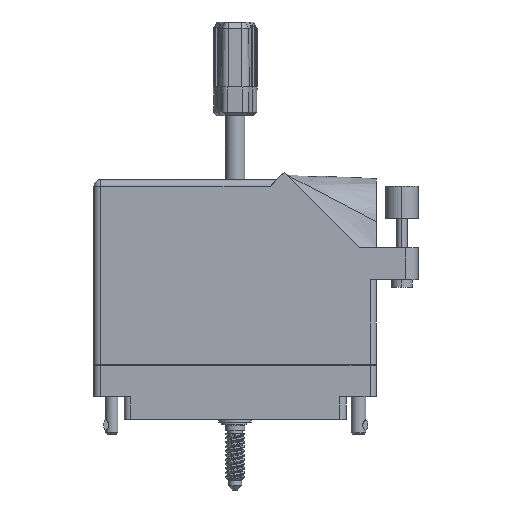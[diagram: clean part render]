
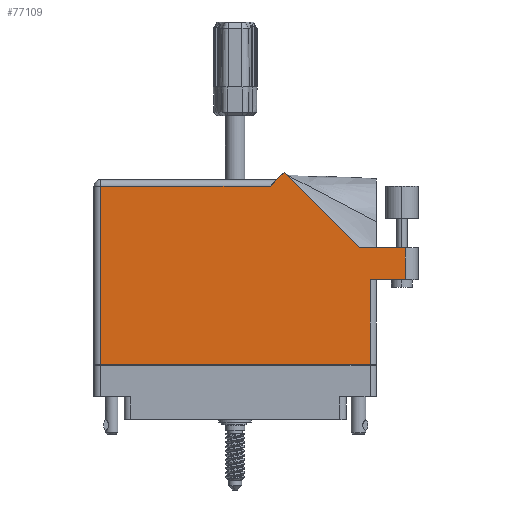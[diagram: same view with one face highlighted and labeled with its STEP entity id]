
A CAD part, front view. The second image highlights one B-rep face of the part: STEP entity #77109.
In plain terms, the highlighted face is planar.
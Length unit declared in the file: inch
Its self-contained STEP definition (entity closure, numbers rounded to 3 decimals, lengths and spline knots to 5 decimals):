
#5550 = VERTEX_POINT ( 'NONE', #27183 ) ;
#6093 = VECTOR ( 'NONE', #22115, 39.37008 ) ;
#6320 = ORIENTED_EDGE ( 'NONE', *, *, #77255, .T. ) ;
#7398 = DIRECTION ( 'NONE',  ( -1., 0., 0. ) ) ;
#8553 = VERTEX_POINT ( 'NONE', #57545 ) ;
#11651 = ORIENTED_EDGE ( 'NONE', *, *, #46769, .T. ) ;
#13297 = LINE ( 'NONE', #42959, #83850 ) ;
#15109 = CARTESIAN_POINT ( 'NONE',  ( -1.297, 1.613, 0.617 ) ) ;
#18080 = VECTOR ( 'NONE', #65025, 39.37008 ) ;
#21355 = CARTESIAN_POINT ( 'NONE',  ( 1.634, 1.022, 0.617 ) ) ;
#22115 = DIRECTION ( 'NONE',  ( 0., 1., 0. ) ) ;
#24660 = DIRECTION ( 'NONE',  ( -1., 0., 0. ) ) ;
#25769 = VECTOR ( 'NONE', #34981, 39.37008 ) ;
#25860 = LINE ( 'NONE', #86085, #30226 ) ;
#27183 = CARTESIAN_POINT ( 'NONE',  ( 1.634, 1.022, 0.617 ) ) ;
#27889 = CARTESIAN_POINT ( 'NONE',  ( 0.399, 1.675, 0.617 ) ) ;
#28078 = VECTOR ( 'NONE', #79108, 39.37008 ) ;
#29758 = VERTEX_POINT ( 'NONE', #52147 ) ;
#30146 = FACE_OUTER_BOUND ( 'NONE', #43232, .T. ) ;
#30226 = VECTOR ( 'NONE', #36455, 39.37008 ) ;
#33606 = VECTOR ( 'NONE', #24660, 39.37008 ) ;
#34404 = CARTESIAN_POINT ( 'NONE',  ( 1.19342, 1.022, 0.617 ) ) ;
#34981 = DIRECTION ( 'NONE',  ( -0.707, -0.707, 0. ) ) ;
#36455 = DIRECTION ( 'NONE',  ( 1., 0., 0. ) ) ;
#36887 = CARTESIAN_POINT ( 'NONE',  ( -1.297, -0.1, 0.617 ) ) ;
#38029 = ORIENTED_EDGE ( 'NONE', *, *, #66194, .T. ) ;
#39673 = VERTEX_POINT ( 'NONE', #72292 ) ;
#40627 = DIRECTION ( 'NONE',  ( -0.707, 0.707, 0. ) ) ;
#40823 = VERTEX_POINT ( 'NONE', #46548 ) ;
#42959 = CARTESIAN_POINT ( 'NONE',  ( 1.759, 1.022, 0.617 ) ) ;
#43232 = EDGE_LOOP ( 'NONE', ( #77356, #47108, #89792, #79884, #11651, #69535, #64300, #6320, #38029 ) ) ;
#45687 = VERTEX_POINT ( 'NONE', #15109 ) ;
#45773 = LINE ( 'NONE', #67514, #33606 ) ;
#46548 = CARTESIAN_POINT ( 'NONE',  ( 0.337, 1.613, 0.617 ) ) ;
#46769 = EDGE_CURVE ( 'NONE', #29758, #40823, #51114, .T. ) ;
#47108 = ORIENTED_EDGE ( 'NONE', *, *, #58639, .T. ) ;
#48727 = EDGE_CURVE ( 'NONE', #5550, #39673, #13297, .T. ) ;
#50571 = DIRECTION ( 'NONE',  ( -1., 0., 0. ) ) ;
#50585 = CARTESIAN_POINT ( 'NONE',  ( 1.297, -0.1, 0.617 ) ) ;
#51114 = LINE ( 'NONE', #27889, #25769 ) ;
#51920 = VERTEX_POINT ( 'NONE', #78599 ) ;
#52147 = CARTESIAN_POINT ( 'NONE',  ( 0.46971, 1.74571, 0.617 ) ) ;
#52416 = LINE ( 'NONE', #85001, #6093 ) ;
#56422 = CARTESIAN_POINT ( 'NONE',  ( -1.359, 1.675, 0.617 ) ) ;
#57266 = EDGE_CURVE ( 'NONE', #83320, #8553, #25860, .T. ) ;
#57545 = CARTESIAN_POINT ( 'NONE',  ( 1.634, 0.715, 0.617 ) ) ;
#58403 = LINE ( 'NONE', #21355, #74962 ) ;
#58639 = EDGE_CURVE ( 'NONE', #8553, #5550, #58403, .T. ) ;
#61217 = LINE ( 'NONE', #36887, #28078 ) ;
#64300 = ORIENTED_EDGE ( 'NONE', *, *, #66276, .T. ) ;
#65025 = DIRECTION ( 'NONE',  ( 1., 0., 0. ) ) ;
#65491 = VECTOR ( 'NONE', #40627, 39.37008 ) ;
#66194 = EDGE_CURVE ( 'NONE', #91407, #83320, #52416, .T. ) ;
#66276 = EDGE_CURVE ( 'NONE', #45687, #51920, #61217, .T. ) ;
#66696 = EDGE_CURVE ( 'NONE', #39673, #29758, #84240, .T. ) ;
#67514 = CARTESIAN_POINT ( 'NONE',  ( -1.359, 1.613, 0.617 ) ) ;
#69535 = ORIENTED_EDGE ( 'NONE', *, *, #81761, .T. ) ;
#69913 = LINE ( 'NONE', #72415, #18080 ) ;
#70692 = DIRECTION ( 'NONE',  ( 0., 1., 0. ) ) ;
#71545 = AXIS2_PLACEMENT_3D ( 'NONE', #56422, #84451, #7398 ) ;
#72292 = CARTESIAN_POINT ( 'NONE',  ( 1.19342, 1.022, 0.617 ) ) ;
#72415 = CARTESIAN_POINT ( 'NONE',  ( -1.359, -0.1, 0.617 ) ) ;
#74962 = VECTOR ( 'NONE', #70692, 39.37008 ) ;
#77109 = ADVANCED_FACE ( 'NONE', ( #30146 ), #84753, .F. ) ;
#77255 = EDGE_CURVE ( 'NONE', #51920, #91407, #69913, .T. ) ;
#77356 = ORIENTED_EDGE ( 'NONE', *, *, #57266, .T. ) ;
#78599 = CARTESIAN_POINT ( 'NONE',  ( -1.297, -0.1, 0.617 ) ) ;
#79108 = DIRECTION ( 'NONE',  ( 0., -1., 0. ) ) ;
#79884 = ORIENTED_EDGE ( 'NONE', *, *, #66696, .T. ) ;
#81761 = EDGE_CURVE ( 'NONE', #40823, #45687, #45773, .T. ) ;
#83320 = VERTEX_POINT ( 'NONE', #85686 ) ;
#83850 = VECTOR ( 'NONE', #50571, 39.37008 ) ;
#84240 = LINE ( 'NONE', #34404, #65491 ) ;
#84451 = DIRECTION ( 'NONE',  ( 0., 0., -1. ) ) ;
#84753 = PLANE ( 'NONE',  #71545 ) ;
#85001 = CARTESIAN_POINT ( 'NONE',  ( 1.297, 0.715, 0.617 ) ) ;
#85686 = CARTESIAN_POINT ( 'NONE',  ( 1.297, 0.715, 0.617 ) ) ;
#86085 = CARTESIAN_POINT ( 'NONE',  ( 1.359, 0.715, 0.617 ) ) ;
#89792 = ORIENTED_EDGE ( 'NONE', *, *, #48727, .T. ) ;
#91407 = VERTEX_POINT ( 'NONE', #50585 ) ;
